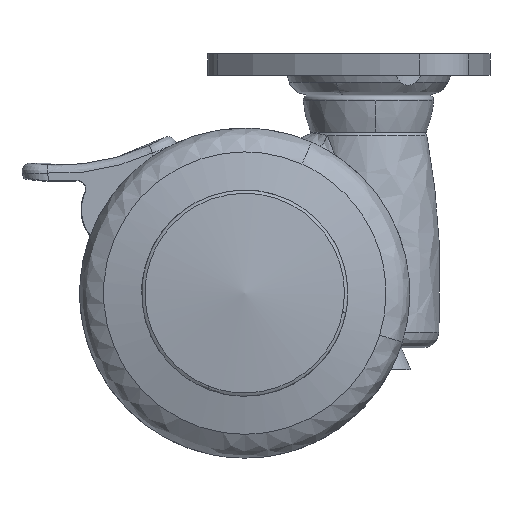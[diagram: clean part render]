
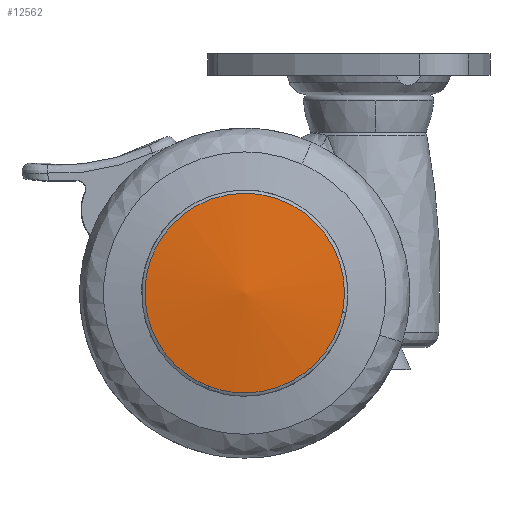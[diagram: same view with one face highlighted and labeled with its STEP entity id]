
A CAD part, front view. The second image highlights one B-rep face of the part: STEP entity #12562.
In plain terms, the highlighted free-form (B-spline) face has degree [2, 2] with [4, 4] control points.
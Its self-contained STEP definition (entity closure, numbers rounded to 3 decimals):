
#10410=CARTESIAN_POINT('',(-4.307,-20.789,-11.307));
#10411=VERTEX_POINT('',#10410);
#10425=CARTESIAN_POINT('',(0.0,-20.789,12.099));
#10426=VERTEX_POINT('',#10425);
#10427=CARTESIAN_POINT('',(0.0,-20.789,12.099));
#10428=CARTESIAN_POINT('',(-12.099,-20.789,12.099));
#10429=CARTESIAN_POINT('',(-12.099,-20.789,0.));
#10430=CARTESIAN_POINT('',(-12.099,-20.789,-8.339));
#10431=CARTESIAN_POINT('',(-4.307,-20.789,-11.307));
#10439=(BOUNDED_CURVE()B_SPLINE_CURVE(2,(#10427,#10428,#10429,#10430,#10431),.UNSPECIFIED.,.F.,.U.)B_SPLINE_CURVE_WITH_KNOTS((3,2,3),(0.0,0.25,0.44),.UNSPECIFIED.)CURVE()GEOMETRIC_REPRESENTATION_ITEM()RATIONAL_B_SPLINE_CURVE((1.0,0.707,1.0,0.778,0.893))REPRESENTATION_ITEM(''));
#10440=EDGE_CURVE('',#10426,#10411,#10439,.T.);
#10442=CARTESIAN_POINT('',(11.885,-20.789,-2.267));
#10443=VERTEX_POINT('',#10442);
#10444=CARTESIAN_POINT('',(11.885,-20.789,-2.267));
#10445=CARTESIAN_POINT('',(12.099,-20.789,-1.144));
#10446=CARTESIAN_POINT('',(12.099,-20.789,0.));
#10447=CARTESIAN_POINT('',(12.099,-20.789,12.099));
#10448=CARTESIAN_POINT('',(0.0,-20.789,12.099));
#10456=(BOUNDED_CURVE()B_SPLINE_CURVE(2,(#10444,#10445,#10446,#10447,#10448),.UNSPECIFIED.,.F.,.U.)B_SPLINE_CURVE_WITH_KNOTS((3,2,3),(0.718,0.75,1.0),.UNSPECIFIED.)CURVE()GEOMETRIC_REPRESENTATION_ITEM()RATIONAL_B_SPLINE_CURVE((0.934,0.962,1.0,0.707,1.0))REPRESENTATION_ITEM(''));
#10457=EDGE_CURVE('',#10443,#10426,#10456,.T.);
#10502=CARTESIAN_POINT('',(0.0,-20.789,-12.099));
#10503=VERTEX_POINT('',#10502);
#10504=CARTESIAN_POINT('',(0.0,-20.789,-12.099));
#10505=CARTESIAN_POINT('',(10.009,-20.789,-12.099));
#10506=CARTESIAN_POINT('',(11.885,-20.789,-2.267));
#10514=(BOUNDED_CURVE()B_SPLINE_CURVE(2,(#10504,#10505,#10506),.UNSPECIFIED.,.F.,.U.)B_SPLINE_CURVE_WITH_KNOTS((3,3),(0.5,0.718),.UNSPECIFIED.)CURVE()GEOMETRIC_REPRESENTATION_ITEM()RATIONAL_B_SPLINE_CURVE((1.0,0.745,0.934))REPRESENTATION_ITEM(''));
#10515=EDGE_CURVE('',#10503,#10443,#10514,.T.);
#10517=CARTESIAN_POINT('',(-4.307,-20.789,-11.307));
#10518=CARTESIAN_POINT('',(-2.226,-20.789,-12.099));
#10519=CARTESIAN_POINT('',(0.0,-20.789,-12.099));
#10527=(BOUNDED_CURVE()B_SPLINE_CURVE(2,(#10517,#10518,#10519),.UNSPECIFIED.,.F.,.U.)B_SPLINE_CURVE_WITH_KNOTS((3,3),(0.44,0.5),.UNSPECIFIED.)CURVE()GEOMETRIC_REPRESENTATION_ITEM()RATIONAL_B_SPLINE_CURVE((0.893,0.929,1.0))REPRESENTATION_ITEM(''));
#10528=EDGE_CURVE('',#10411,#10503,#10527,.T.);
#12532=CARTESIAN_POINT('',(-13.123,-19.111,-13.123));
#12533=CARTESIAN_POINT('',(-6.64,-20.538,-13.28));
#12534=CARTESIAN_POINT('',(6.64,-20.538,-13.28));
#12535=CARTESIAN_POINT('',(13.122,-19.111,-13.123));
#12536=CARTESIAN_POINT('',(-13.28,-20.538,-6.64));
#12537=CARTESIAN_POINT('',(-6.72,-22.,-6.721));
#12538=CARTESIAN_POINT('',(6.72,-22.,-6.721));
#12539=CARTESIAN_POINT('',(13.279,-20.539,-6.64));
#12540=CARTESIAN_POINT('',(-13.28,-20.538,6.64));
#12541=CARTESIAN_POINT('',(-6.72,-22.,6.721));
#12542=CARTESIAN_POINT('',(6.72,-22.,6.721));
#12543=CARTESIAN_POINT('',(13.279,-20.539,6.64));
#12544=CARTESIAN_POINT('',(-13.123,-19.111,13.123));
#12545=CARTESIAN_POINT('',(-6.64,-20.538,13.28));
#12546=CARTESIAN_POINT('',(6.64,-20.538,13.28));
#12547=CARTESIAN_POINT('',(13.122,-19.111,13.123));
#12555=(BOUNDED_SURFACE()B_SPLINE_SURFACE(2,2,((#12532,#12536,#12540,#12544),(#12533,#12537,#12541,#12545),(#12534,#12538,#12542,#12546),(#12535,#12539,#12543,#12547)),.UNSPECIFIED.,.F.,.F.,.U.)B_SPLINE_SURFACE_WITH_KNOTS((3,1,3),(3,1,3),(16.113,29.159,42.204),(16.112,29.159,42.205),.UNSPECIFIED.)GEOMETRIC_REPRESENTATION_ITEM()RATIONAL_B_SPLINE_SURFACE(((1.024,1.012,1.012,1.024),(1.012,1.0,1.0,1.012),(1.012,1.0,1.0,1.012),(1.024,1.012,1.012,1.024)))REPRESENTATION_ITEM('')SURFACE());
#12556=ORIENTED_EDGE('',*,*,#10440,.T.);
#12557=ORIENTED_EDGE('',*,*,#10528,.T.);
#12558=ORIENTED_EDGE('',*,*,#10515,.T.);
#12559=ORIENTED_EDGE('',*,*,#10457,.T.);
#12560=EDGE_LOOP('',(#12556,#12557,#12558,#12559));
#12561=FACE_OUTER_BOUND('',#12560,.T.);
#12562=ADVANCED_FACE('',(#12561),#12555,.T.);
